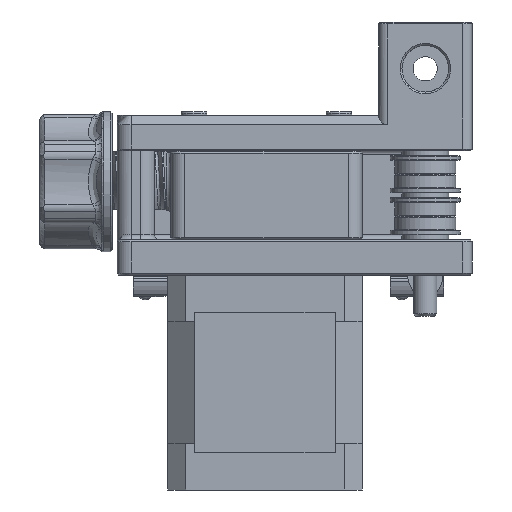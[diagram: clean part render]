
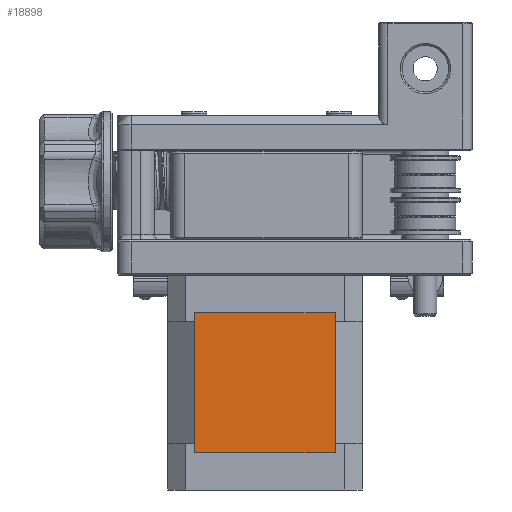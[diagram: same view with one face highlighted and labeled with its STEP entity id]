
A CAD part, front view. The second image highlights one B-rep face of the part: STEP entity #18898.
In plain terms, the highlighted planar face has unit normal (0, -1, 0).
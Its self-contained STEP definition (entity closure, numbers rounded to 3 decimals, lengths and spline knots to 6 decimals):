
#993=LINE('',#30199,#2247);
#998=LINE('',#30209,#2252);
#1000=LINE('',#30214,#2254);
#1032=LINE('',#30281,#2286);
#2247=VECTOR('',#24231,1.);
#2252=VECTOR('',#24238,1.);
#2254=VECTOR('',#24242,1.);
#2286=VECTOR('',#24310,1.);
#6480=ORIENTED_EDGE('',*,*,#10761,.F.);
#6481=ORIENTED_EDGE('',*,*,#10793,.F.);
#6482=ORIENTED_EDGE('',*,*,#10754,.F.);
#6483=ORIENTED_EDGE('',*,*,#10759,.F.);
#10754=EDGE_CURVE('',#13114,#13115,#993,.T.);
#10759=EDGE_CURVE('',#13118,#13114,#998,.T.);
#10761=EDGE_CURVE('',#13120,#13118,#1000,.T.);
#10793=EDGE_CURVE('',#13115,#13120,#1032,.T.);
#13114=VERTEX_POINT('',#30198);
#13115=VERTEX_POINT('',#30200);
#13118=VERTEX_POINT('',#30208);
#13120=VERTEX_POINT('',#30213);
#15611=EDGE_LOOP('',(#6480,#6481,#6482,#6483));
#17097=FACE_BOUND('',#15611,.T.);
#18135=PLANE('',#20775);
#18898=ADVANCED_FACE('',(#17097),#18135,.F.);
#20775=AXIS2_PLACEMENT_3D('',#30280,#24308,#24309);
#24231=DIRECTION('',(0.,0.,-1.));
#24238=DIRECTION('',(1.,0.,0.));
#24242=DIRECTION('',(0.,0.,1.));
#24308=DIRECTION('',(0.,1.,0.));
#24309=DIRECTION('',(1.,0.,0.));
#24310=DIRECTION('',(-1.,0.,0.));
#30198=CARTESIAN_POINT('',(0.015,-0.020314,0.038));
#30199=CARTESIAN_POINT('',(0.015,-0.020314,0.038));
#30200=CARTESIAN_POINT('',(0.015,-0.020314,0.008));
#30208=CARTESIAN_POINT('',(-0.015,-0.020314,0.038));
#30209=CARTESIAN_POINT('',(-0.015,-0.020314,0.038));
#30213=CARTESIAN_POINT('',(-0.015,-0.020314,0.008));
#30214=CARTESIAN_POINT('',(-0.015,-0.020314,0.008));
#30280=CARTESIAN_POINT('',(0.,-0.020314,0.023));
#30281=CARTESIAN_POINT('',(0.015,-0.020314,0.008));
